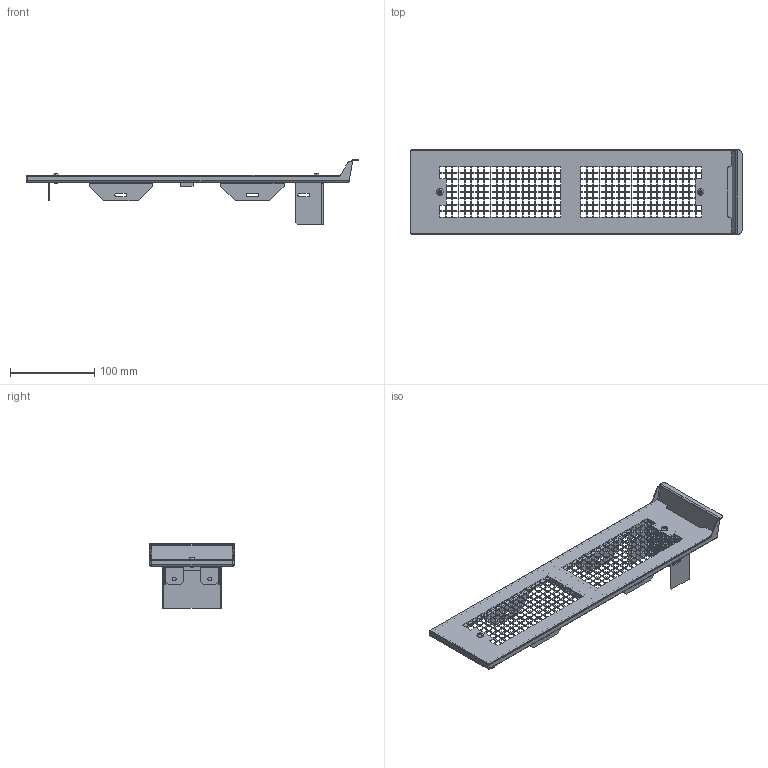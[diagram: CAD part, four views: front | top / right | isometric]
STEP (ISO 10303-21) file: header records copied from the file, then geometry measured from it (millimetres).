
FILE_DESCRIPTION(('Creo Elements/Direct Modeling STEP Export'),'2;1');
FILE_NAME('0093.0088_duoAE_3D-CAD-STEP.stp','2017-04-10T14:51:38',(''),(''),'PTC Creo Elements/Direct Modeling STEP processor for AP214 (Solid Model)','PTC Creo Elements/Direct Modeling 19.0C 15-Aug-2015 (C) Parametric Technology GmbH','');
FILE_SCHEMA(('AUTOMOTIVE_DESIGN { 1 0 10303 214 1 1 1 1 }'));
Length unit declared in the file: millimetre
Products named in the file (1): 0093.0088_duo-AE
Bounding box: 393.7 x 100 x 76.76 mm (x, y, z)
Volume: 85891.4 mm3; surface area: 136208.8 mm2
Topology: 1 solids, 1 shells, 1451 faces, 4273 edges, 2824 vertices
Faces by surface type: plane 1345, cylinder 72, cone 20, sphere 6, bspline 6, torus 2
Entity records: 49304 total; most frequent: CARTESIAN_POINT 9621, ORIENTED_EDGE 8534, DIRECTION 7184, EDGE_CURVE 4267, VECTOR 4014, LINE 4014, VERTEX_POINT 2824, EDGE_LOOP 2073
